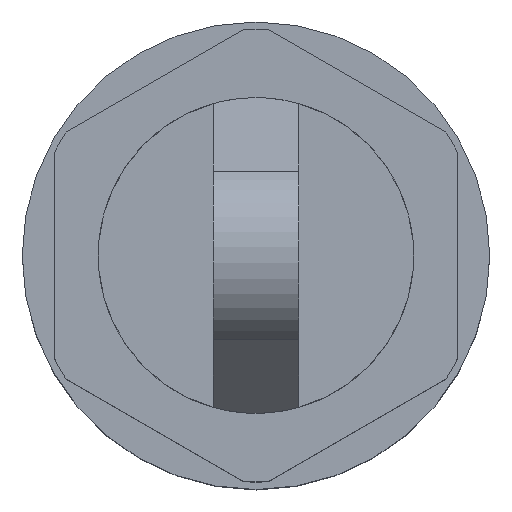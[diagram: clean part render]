
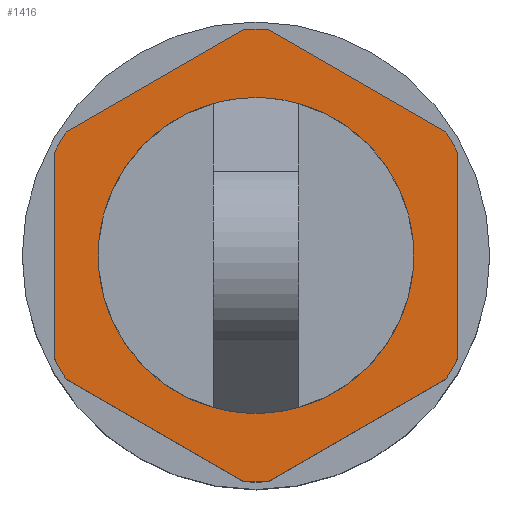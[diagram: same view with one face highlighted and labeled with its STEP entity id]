
A CAD part, top view. The second image highlights one B-rep face of the part: STEP entity #1416.
In plain terms, the highlighted planar face has unit normal (0, 0, 1).
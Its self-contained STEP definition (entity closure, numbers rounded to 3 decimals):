
#167=DIRECTION('',(0.866,-0.5,0.));
#168=VECTOR('',#167,9.628);
#169=CARTESIAN_POINT('',(2.081,5.178,23.5));
#170=LINE('',#169,#168);
#174=CARTESIAN_POINT('',(11.,10.998,23.5));
#175=DIRECTION('',(0.,0.,1.));
#176=DIRECTION('',(-0.892,-0.452,0.));
#177=AXIS2_PLACEMENT_3D('',#174,#175,#176);
#182=CARTESIAN_POINT('',(11.,10.998,23.5));
#183=DIRECTION('',(0.,0.,1.));
#184=DIRECTION('',(-0.837,0.547,0.));
#185=AXIS2_PLACEMENT_3D('',#182,#183,#184);
#190=DIRECTION('',(-0.866,-0.5,0.));
#191=VECTOR('',#190,9.628);
#192=CARTESIAN_POINT('',(10.419,21.632,23.5));
#193=LINE('',#192,#191);
#197=CARTESIAN_POINT('',(11.,10.998,23.5));
#198=DIRECTION('',(0.,0.,1.));
#199=DIRECTION('',(0.,1.,0.));
#200=AXIS2_PLACEMENT_3D('',#197,#198,#199);
#205=CARTESIAN_POINT('',(11.,10.998,23.5));
#206=DIRECTION('',(0.,0.,1.));
#207=DIRECTION('',(0.055,0.999,0.));
#208=AXIS2_PLACEMENT_3D('',#205,#206,#207);
#213=DIRECTION('',(-0.866,0.5,0.));
#214=VECTOR('',#213,9.628);
#215=CARTESIAN_POINT('',(19.919,16.819,23.5));
#216=LINE('',#215,#214);
#220=CARTESIAN_POINT('',(11.,10.998,23.5));
#221=DIRECTION('',(0.,0.,1.));
#222=DIRECTION('',(0.892,0.452,0.));
#223=AXIS2_PLACEMENT_3D('',#220,#221,#222);
#228=CARTESIAN_POINT('',(11.,10.998,23.5));
#229=DIRECTION('',(0.,0.,1.));
#230=DIRECTION('',(0.837,-0.547,0.));
#231=AXIS2_PLACEMENT_3D('',#228,#229,#230);
#236=DIRECTION('',(0.866,0.5,0.));
#237=VECTOR('',#236,9.628);
#238=CARTESIAN_POINT('',(11.581,0.364,23.5));
#239=LINE('',#238,#237);
#243=CARTESIAN_POINT('',(11.,10.998,23.5));
#244=DIRECTION('',(0.,0.,1.));
#245=DIRECTION('',(0.,-1.,0.));
#246=AXIS2_PLACEMENT_3D('',#243,#244,#245);
#251=CARTESIAN_POINT('',(11.,10.998,23.5));
#252=DIRECTION('',(0.,0.,1.));
#253=DIRECTION('',(-0.055,-0.999,0.));
#254=AXIS2_PLACEMENT_3D('',#251,#252,#253);
#259=CARTESIAN_POINT('',(11.,10.998,23.5));
#260=DIRECTION('',(0.,0.,-1.));
#261=DIRECTION('',(0.,1.,0.));
#262=AXIS2_PLACEMENT_3D('',#259,#260,#261);
#267=CARTESIAN_POINT('',(11.,10.998,23.5));
#268=DIRECTION('',(0.,0.,-1.));
#269=DIRECTION('',(0.,-1.,0.));
#270=AXIS2_PLACEMENT_3D('',#267,#268,#269);
#310=DIRECTION('',(0.,1.,0.));
#311=VECTOR('',#310,9.628);
#312=CARTESIAN_POINT('',(1.5,6.184,23.5));
#313=LINE('',#312,#311);
#366=DIRECTION('',(0.,-1.,0.));
#367=VECTOR('',#366,9.628);
#368=CARTESIAN_POINT('',(20.5,15.812,23.5));
#369=LINE('',#368,#367);
#1101=CARTESIAN_POINT('',(10.419,0.364,23.5));
#1103=VERTEX_POINT('',#1101);
#1149=CARTESIAN_POINT('',(20.5,15.812,23.5));
#1150=VERTEX_POINT('',#1149);
#1152=CARTESIAN_POINT('',(10.419,21.632,23.5));
#1154=VERTEX_POINT('',#1152);
#1160=CARTESIAN_POINT('',(11.,21.648,23.5));
#1162=VERTEX_POINT('',#1160);
#1177=CARTESIAN_POINT('',(2.081,16.819,23.5));
#1178=VERTEX_POINT('',#1177);
#1179=CARTESIAN_POINT('',(19.919,16.819,23.5));
#1180=VERTEX_POINT('',#1179);
#1203=CARTESIAN_POINT('',(11.,0.348,23.5));
#1204=VERTEX_POINT('',#1203);
#1205=CARTESIAN_POINT('',(11.581,0.364,23.5));
#1206=VERTEX_POINT('',#1205);
#1209=CARTESIAN_POINT('',(1.5,6.184,23.5));
#1210=VERTEX_POINT('',#1209);
#1221=CARTESIAN_POINT('',(19.919,5.178,23.5));
#1222=VERTEX_POINT('',#1221);
#1231=CARTESIAN_POINT('',(20.5,6.184,23.5));
#1232=VERTEX_POINT('',#1231);
#1237=CARTESIAN_POINT('',(11.,18.423,23.5));
#1238=VERTEX_POINT('',#1237);
#1243=CARTESIAN_POINT('',(11.,3.573,23.5));
#1244=VERTEX_POINT('',#1243);
#1253=CARTESIAN_POINT('',(1.5,15.812,23.5));
#1254=VERTEX_POINT('',#1253);
#1257=CARTESIAN_POINT('',(2.081,5.178,23.5));
#1258=VERTEX_POINT('',#1257);
#1259=CARTESIAN_POINT('',(11.581,21.632,23.5));
#1260=VERTEX_POINT('',#1259);
#1379=CARTESIAN_POINT('',(-0.715,22.713,23.5));
#1380=DIRECTION('',(0.,0.,1.));
#1381=DIRECTION('',(-1.,0.,0.));
#1382=AXIS2_PLACEMENT_3D('',#1379,#1380,#1381);
#1383=PLANE('',#1382);
#1385=ORIENTED_EDGE('',*,*,#1384,.F.);
#1387=ORIENTED_EDGE('',*,*,#1386,.F.);
#1389=ORIENTED_EDGE('',*,*,#1388,.T.);
#1391=ORIENTED_EDGE('',*,*,#1390,.F.);
#1393=ORIENTED_EDGE('',*,*,#1392,.F.);
#1395=ORIENTED_EDGE('',*,*,#1394,.F.);
#1396=ORIENTED_EDGE('',*,*,#1303,.F.);
#1397=ORIENTED_EDGE('',*,*,#1290,.F.);
#1399=ORIENTED_EDGE('',*,*,#1398,.F.);
#1401=ORIENTED_EDGE('',*,*,#1400,.T.);
#1402=ORIENTED_EDGE('',*,*,#1371,.F.);
#1403=ORIENTED_EDGE('',*,*,#1360,.F.);
#1405=ORIENTED_EDGE('',*,*,#1404,.F.);
#1407=ORIENTED_EDGE('',*,*,#1406,.F.);
#1408=EDGE_LOOP('',(#1385,#1387,#1389,#1391,#1393,#1395,#1396,#1397,#1399,#1401,
#1402,#1403,#1405,#1407));
#1409=FACE_OUTER_BOUND('',#1408,.F.);
#1411=ORIENTED_EDGE('',*,*,#1410,.F.);
#1413=ORIENTED_EDGE('',*,*,#1412,.F.);
#1414=EDGE_LOOP('',(#1411,#1413));
#1415=FACE_BOUND('',#1414,.F.);
#1416=ADVANCED_FACE('',(#1409,#1415),#1383,.T.);
#178=CIRCLE('',#177,10.65);
#186=CIRCLE('',#185,10.65);
#201=CIRCLE('',#200,10.65);
#209=CIRCLE('',#208,10.65);
#224=CIRCLE('',#223,10.65);
#232=CIRCLE('',#231,10.65);
#247=CIRCLE('',#246,10.65);
#255=CIRCLE('',#254,10.65);
#263=CIRCLE('',#262,7.425);
#271=CIRCLE('',#270,7.425);
#1290=EDGE_CURVE('',#1180,#1260,#216,.T.);
#1303=EDGE_CURVE('',#1260,#1162,#209,.T.);
#1360=EDGE_CURVE('',#1206,#1222,#239,.T.);
#1371=EDGE_CURVE('',#1222,#1232,#232,.T.);
#1384=EDGE_CURVE('',#1258,#1103,#170,.T.);
#1386=EDGE_CURVE('',#1210,#1258,#178,.T.);
#1388=EDGE_CURVE('',#1210,#1254,#313,.T.);
#1390=EDGE_CURVE('',#1178,#1254,#186,.T.);
#1392=EDGE_CURVE('',#1154,#1178,#193,.T.);
#1394=EDGE_CURVE('',#1162,#1154,#201,.T.);
#1398=EDGE_CURVE('',#1150,#1180,#224,.T.);
#1400=EDGE_CURVE('',#1150,#1232,#369,.T.);
#1404=EDGE_CURVE('',#1204,#1206,#247,.T.);
#1406=EDGE_CURVE('',#1103,#1204,#255,.T.);
#1410=EDGE_CURVE('',#1238,#1244,#263,.T.);
#1412=EDGE_CURVE('',#1244,#1238,#271,.T.);
